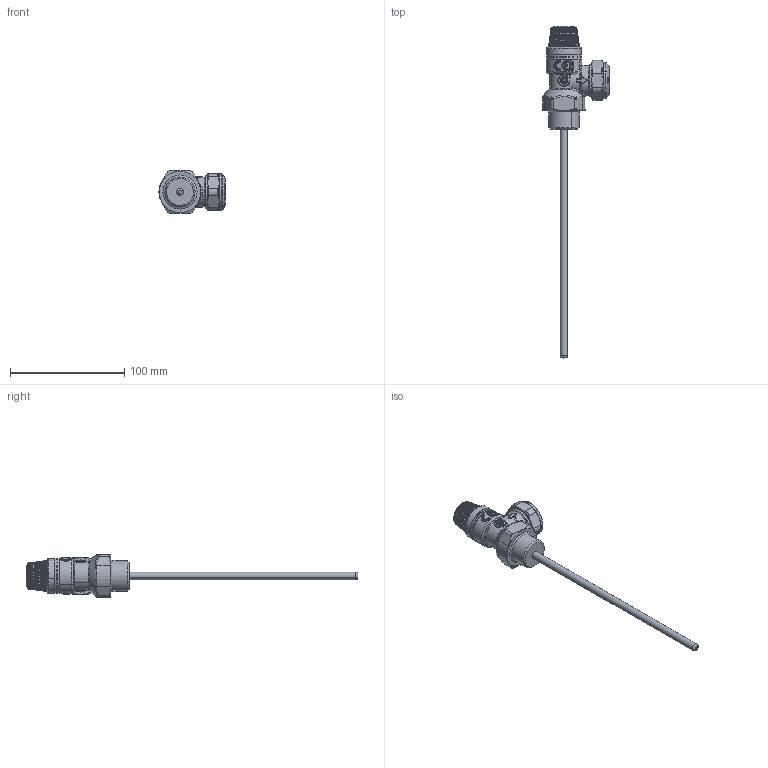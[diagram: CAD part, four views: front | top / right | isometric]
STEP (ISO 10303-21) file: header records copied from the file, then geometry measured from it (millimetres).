
FILE_DESCRIPTION(('CATIA V5 STEP Exchange','CAx-IF Rec.Pracs.--- Model Styling and Organization---1.5--- 2016-08-15','CAx-IF Rec.Pracs.---Supplemental Geometry---1.0---2011-11-01','CAx-IF Rec.Pracs.--- Composite Materials ---3.4---2017-06-13','CAx-IF Rec.Pracs.---Tessellated 3D Geometry---1.0---2015-12-17'),'2;1');
FILE_NAME('STEP_309575_-_TST.stp','2025-01-29T10:59:50+00:00',('none'),('none'),'CATIA Version 5-6 Release 2020 SP5','CATIA V5 STEP AP242 v2','none');
FILE_SCHEMA(('AP242_MANAGED_MODEL_BASED_3D_ENGINEERING_MIM_LF {1 0 10303 442 1 1 4}'));
Products named in the file (1): 309575 - TST
Bounding box: 57.76 x 290.29 x 36.8 mm (x, y, z)
Volume: 85012.9 mm3; surface area: 19765.7 mm2
Topology: 1 solids, 2 shells, 1744 faces, 4225 edges, 2369 vertices
Faces by surface type: bspline 1287, cylinder 168, sphere 108, plane 79, cone 53, torus 49
Entity records: 114286 total; most frequent: CARTESIAN_POINT 85762, ORIENTED_EDGE 8168, EDGE_CURVE 4084, B_SPLINE_CURVE_WITH_KNOTS 3365, VERTEX_POINT 2369, EDGE_LOOP 1771, ADVANCED_FACE 1744, FACE_OUTER_BOUND 1744
